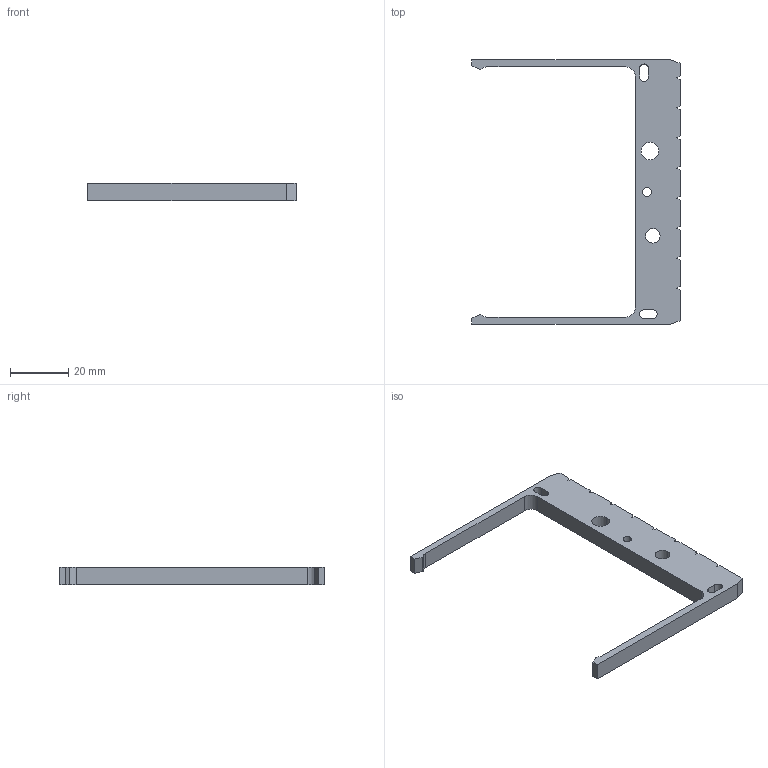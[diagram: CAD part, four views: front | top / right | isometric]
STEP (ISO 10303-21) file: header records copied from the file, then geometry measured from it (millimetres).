
FILE_DESCRIPTION (( 'STEP AP203' ), '1' );
FILE_NAME ('spring.STEP', '2025-08-04T11:24:12', ( '' ), ( '' ), 'SwSTEP 2.0', 'SolidWorks 2023', '' );
FILE_SCHEMA (( 'CONFIG_CONTROL_DESIGN' ));
Length unit declared in the file: millimetre
Products named in the file (2): spring; Spring
Assembly tree (1 placements, depth 2):
  spring
    Spring
Bounding box: 71.4 x 90.7 x 6 mm (x, y, z)
Volume: 9500.8 mm3; surface area: 6271.7 mm2
Topology: 1 solids, 1 shells, 59 faces, 171 edges, 114 vertices
Faces by surface type: plane 42, cylinder 17
Entity records: 2155 total; most frequent: CARTESIAN_POINT 348, ORIENTED_EDGE 342, DIRECTION 331, EDGE_CURVE 171, LINE 137, VECTOR 137, VERTEX_POINT 114, AXIS2_PLACEMENT_3D 97
